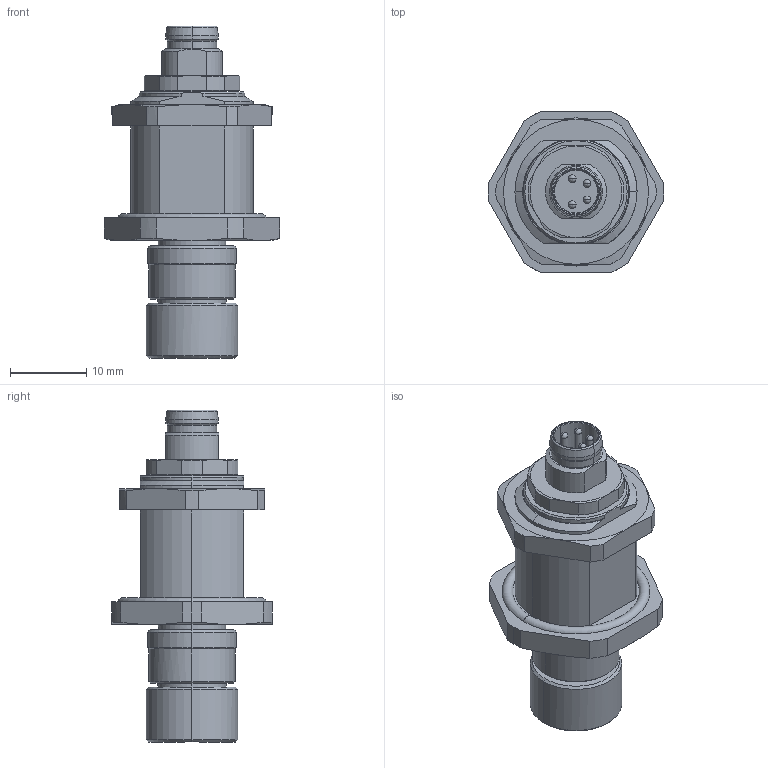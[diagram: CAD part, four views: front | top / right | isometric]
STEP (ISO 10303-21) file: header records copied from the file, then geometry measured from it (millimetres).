
FILE_DESCRIPTION(('CATIA V5 STEP Exchange','CAx-IF Rec.Pracs.--- Model Styling and Organization---1.4--- 2014-01-23'),'2;1');
FILE_NAME ('421080-2_0', '2021-01-05T16:08:36+00:00', ('none'), ('Weidmueller'), 'CATIA Version 5-6 Release 2016 SP3 HF44', 'CATIA V5 STEP AP214', 'none');
FILE_SCHEMA(('AUTOMOTIVE_DESIGN { 1 0 10303 214 1 1 1 1 }'));
Length unit declared in the file: millimetre
Products named in the file (1): 1392400000
Bounding box: 23 x 21 x 43.5 mm (x, y, z)
Volume: 6426.8 mm3; surface area: 3924.5 mm2
Topology: 4 solids, 4 shells, 311 faces, 800 edges, 494 vertices
Faces by surface type: cylinder 98, plane 87, cone 72, extrusion 32, bspline 8, sphere 8, torus 6
Entity records: 10272 total; most frequent: CARTESIAN_POINT 3515, ORIENTED_EDGE 1552, DIRECTION 1016, EDGE_CURVE 776, VERTEX_POINT 494, AXIS2_PLACEMENT_3D 457, EDGE_LOOP 350, VECTOR 315
